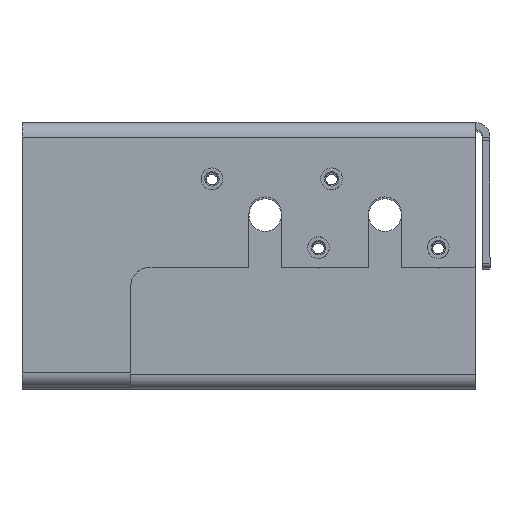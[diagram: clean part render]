
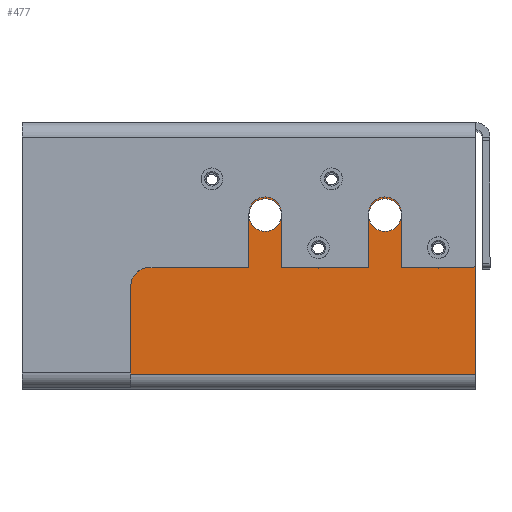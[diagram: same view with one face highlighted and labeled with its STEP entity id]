
A CAD part, top view. The second image highlights one B-rep face of the part: STEP entity #477.
In plain terms, the highlighted planar face has unit normal (0, 0, 1).
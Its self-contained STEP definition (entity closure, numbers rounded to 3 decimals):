
#5 = CARTESIAN_POINT ( 'NONE',  ( 34.344, 53.5, -291. ) ) ;
#57 = ORIENTED_EDGE ( 'NONE', *, *, #1419, .F. ) ;
#71 = CARTESIAN_POINT ( 'NONE',  ( 66.738, 34.5, -291. ) ) ;
#104 = ORIENTED_EDGE ( 'NONE', *, *, #4955, .F. ) ;
#107 = LINE ( 'NONE', #3617, #1320 ) ;
#142 = DIRECTION ( 'NONE',  ( 0., -1., 0. ) ) ;
#212 = AXIS2_PLACEMENT_3D ( 'NONE', #71, #6414, #2431 ) ;
#329 = DIRECTION ( 'NONE',  ( 1., 0., 0. ) ) ;
#333 = EDGE_LOOP ( 'NONE', ( #3242, #4205, #1574, #770 ) ) ;
#375 = CARTESIAN_POINT ( 'NONE',  ( 52.041, 44., -291. ) ) ;
#396 = CARTESIAN_POINT ( 'NONE',  ( 110., 65., -291. ) ) ;
#456 = ORIENTED_EDGE ( 'NONE', *, *, #5526, .F. ) ;
#473 = AXIS2_PLACEMENT_3D ( 'NONE', #5783, #1174, #4293 ) ;
#477 = ADVANCED_FACE ( 'NONE', ( #2865, #3388, #5968, #935, #5452, #2441, #2931 ), #4458, .T. ) ;
#559 = CARTESIAN_POINT ( 'NONE',  ( -15., 67., -291. ) ) ;
#563 = CARTESIAN_POINT ( 'NONE',  ( 73.344, 53.5, -291. ) ) ;
#591 = EDGE_CURVE ( 'NONE', #4634, #4142, #4592, .T. ) ;
#667 = CARTESIAN_POINT ( 'NONE',  ( 67.344, 53.5, -291. ) ) ;
#682 = CIRCLE ( 'NONE', #3609, 3. ) ;
#770 = ORIENTED_EDGE ( 'NONE', *, *, #3298, .F. ) ;
#935 = FACE_BOUND ( 'NONE', #1528, .T. ) ;
#939 = EDGE_CURVE ( 'NONE', #1966, #4714, #2125, .T. ) ;
#971 = VECTOR ( 'NONE', #2992, 1000. ) ;
#1017 = VERTEX_POINT ( 'NONE', #4516 ) ;
#1076 = ORIENTED_EDGE ( 'NONE', *, *, #2123, .F. ) ;
#1102 = DIRECTION ( 'NONE',  ( 0., 0., 1. ) ) ;
#1136 = ORIENTED_EDGE ( 'NONE', *, *, #5097, .F. ) ;
#1174 = DIRECTION ( 'NONE',  ( 0., 0., 1. ) ) ;
#1183 = VERTEX_POINT ( 'NONE', #2657 ) ;
#1195 = LINE ( 'NONE', #4728, #1878 ) ;
#1320 = VECTOR ( 'NONE', #4692, 1000. ) ;
#1377 = CIRCLE ( 'NONE', #212, 3. ) ;
#1419 = EDGE_CURVE ( 'NONE', #2591, #6276, #5481, .T. ) ;
#1480 = CARTESIAN_POINT ( 'NONE',  ( -15., 65., -291. ) ) ;
#1510 = CARTESIAN_POINT ( 'NONE',  ( 85.041, 44., -291. ) ) ;
#1528 = EDGE_LOOP ( 'NONE', ( #456, #3845 ) ) ;
#1541 = DIRECTION ( 'NONE',  ( 1., 0., 0. ) ) ;
#1542 = ORIENTED_EDGE ( 'NONE', *, *, #1978, .F. ) ;
#1562 = AXIS2_PLACEMENT_3D ( 'NONE', #2639, #6100, #3223 ) ;
#1574 = ORIENTED_EDGE ( 'NONE', *, *, #6222, .F. ) ;
#1605 = AXIS2_PLACEMENT_3D ( 'NONE', #1940, #5507, #4014 ) ;
#1709 = ORIENTED_EDGE ( 'NONE', *, *, #3928, .F. ) ;
#1747 = EDGE_CURVE ( 'NONE', #1017, #5040, #5056, .T. ) ;
#1775 = EDGE_LOOP ( 'NONE', ( #3738, #2491 ) ) ;
#1786 = CARTESIAN_POINT ( 'NONE',  ( 52.041, 44., -291. ) ) ;
#1818 = DIRECTION ( 'NONE',  ( 0., -1., 0. ) ) ;
#1855 = DIRECTION ( 'NONE',  ( 0., 0., 1. ) ) ;
#1878 = VECTOR ( 'NONE', #2738, 1000. ) ;
#1921 = VERTEX_POINT ( 'NONE', #396 ) ;
#1940 = CARTESIAN_POINT ( 'NONE',  ( 99.738, 34.5, -291. ) ) ;
#1966 = VERTEX_POINT ( 'NONE', #1969 ) ;
#1969 = CARTESIAN_POINT ( 'NONE',  ( 102.738, 34.5, -291. ) ) ;
#1978 = EDGE_CURVE ( 'NONE', #3936, #6215, #1377, .T. ) ;
#2123 = EDGE_CURVE ( 'NONE', #5040, #1017, #4636, .T. ) ;
#2125 = CIRCLE ( 'NONE', #1605, 3. ) ;
#2140 = CARTESIAN_POINT ( 'NONE',  ( 40.344, 53.5, -291. ) ) ;
#2159 = ORIENTED_EDGE ( 'NONE', *, *, #3371, .F. ) ;
#2209 = CARTESIAN_POINT ( 'NONE',  ( 63.738, 34.5, -291. ) ) ;
#2256 = CARTESIAN_POINT ( 'NONE',  ( 37.344, 53.5, -291. ) ) ;
#2297 = VERTEX_POINT ( 'NONE', #5 ) ;
#2307 = CARTESIAN_POINT ( 'NONE',  ( 70.344, 53.5, -291. ) ) ;
#2431 = DIRECTION ( 'NONE',  ( 0., -1., 0. ) ) ;
#2441 = FACE_BOUND ( 'NONE', #5810, .T. ) ;
#2469 = CIRCLE ( 'NONE', #6361, 3. ) ;
#2491 = ORIENTED_EDGE ( 'NONE', *, *, #6104, .F. ) ;
#2504 = DIRECTION ( 'NONE',  ( 0., 0., 1. ) ) ;
#2569 = CARTESIAN_POINT ( 'NONE',  ( 85.041, 44., -291. ) ) ;
#2591 = VERTEX_POINT ( 'NONE', #563 ) ;
#2639 = CARTESIAN_POINT ( 'NONE',  ( 66.738, 34.5, -291. ) ) ;
#2655 = CARTESIAN_POINT ( 'NONE',  ( 96.738, 34.5, -291. ) ) ;
#2657 = CARTESIAN_POINT ( 'NONE',  ( 89.541, 44., -291. ) ) ;
#2692 = AXIS2_PLACEMENT_3D ( 'NONE', #2569, #3654, #4595 ) ;
#2718 = DIRECTION ( 'NONE',  ( 0., 0., 1. ) ) ;
#2738 = DIRECTION ( 'NONE',  ( 1., 0., 0. ) ) ;
#2783 = VERTEX_POINT ( 'NONE', #4789 ) ;
#2798 = CARTESIAN_POINT ( 'NONE',  ( 0., 0., -291. ) ) ;
#2865 = FACE_BOUND ( 'NONE', #1775, .T. ) ;
#2931 = FACE_OUTER_BOUND ( 'NONE', #333, .T. ) ;
#2934 = AXIS2_PLACEMENT_3D ( 'NONE', #1786, #5773, #3793 ) ;
#2992 = DIRECTION ( 'NONE',  ( 0., 1., 0. ) ) ;
#3223 = DIRECTION ( 'NONE',  ( 0., -1., 0. ) ) ;
#3242 = ORIENTED_EDGE ( 'NONE', *, *, #591, .F. ) ;
#3278 = AXIS2_PLACEMENT_3D ( 'NONE', #2798, #1855, #4888 ) ;
#3298 = EDGE_CURVE ( 'NONE', #4142, #1921, #4102, .T. ) ;
#3371 = EDGE_CURVE ( 'NONE', #1183, #6373, #6382, .T. ) ;
#3388 = FACE_BOUND ( 'NONE', #5499, .T. ) ;
#3453 = ORIENTED_EDGE ( 'NONE', *, *, #1747, .F. ) ;
#3500 = DIRECTION ( 'NONE',  ( 0., 0., 1. ) ) ;
#3562 = AXIS2_PLACEMENT_3D ( 'NONE', #5621, #1102, #142 ) ;
#3609 = AXIS2_PLACEMENT_3D ( 'NONE', #2307, #4247, #1818 ) ;
#3617 = CARTESIAN_POINT ( 'NONE',  ( 110., -2., -291. ) ) ;
#3654 = DIRECTION ( 'NONE',  ( 0., 0., 1. ) ) ;
#3731 = CIRCLE ( 'NONE', #3945, 3. ) ;
#3738 = ORIENTED_EDGE ( 'NONE', *, *, #939, .F. ) ;
#3793 = DIRECTION ( 'NONE',  ( 1., 0., 0. ) ) ;
#3845 = ORIENTED_EDGE ( 'NONE', *, *, #5949, .F. ) ;
#3879 = VERTEX_POINT ( 'NONE', #2140 ) ;
#3883 = EDGE_CURVE ( 'NONE', #4634, #2783, #1195, .T. ) ;
#3928 = EDGE_CURVE ( 'NONE', #6215, #3936, #6388, .T. ) ;
#3936 = VERTEX_POINT ( 'NONE', #6163 ) ;
#3945 = AXIS2_PLACEMENT_3D ( 'NONE', #2256, #2718, #5791 ) ;
#4014 = DIRECTION ( 'NONE',  ( 0., -1., 0. ) ) ;
#4048 = DIRECTION ( 'NONE',  ( 0., -1., 0. ) ) ;
#4102 = LINE ( 'NONE', #1480, #5458 ) ;
#4142 = VERTEX_POINT ( 'NONE', #5048 ) ;
#4205 = ORIENTED_EDGE ( 'NONE', *, *, #3883, .T. ) ;
#4247 = DIRECTION ( 'NONE',  ( 0., 0., 1. ) ) ;
#4279 = EDGE_LOOP ( 'NONE', ( #2159, #104 ) ) ;
#4293 = DIRECTION ( 'NONE',  ( 0., -1., 0. ) ) ;
#4313 = AXIS2_PLACEMENT_3D ( 'NONE', #375, #6392, #329 ) ;
#4458 = PLANE ( 'NONE',  #3278 ) ;
#4511 = AXIS2_PLACEMENT_3D ( 'NONE', #1510, #3500, #6076 ) ;
#4516 = CARTESIAN_POINT ( 'NONE',  ( 56.541, 44., -291. ) ) ;
#4592 = LINE ( 'NONE', #559, #971 ) ;
#4595 = DIRECTION ( 'NONE',  ( 1., 0., 0. ) ) ;
#4634 = VERTEX_POINT ( 'NONE', #5505 ) ;
#4636 = CIRCLE ( 'NONE', #2934, 4.5 ) ;
#4692 = DIRECTION ( 'NONE',  ( 0., -1., 0. ) ) ;
#4714 = VERTEX_POINT ( 'NONE', #2655 ) ;
#4728 = CARTESIAN_POINT ( 'NONE',  ( -15., 0., -291. ) ) ;
#4789 = CARTESIAN_POINT ( 'NONE',  ( 110., 0., -291. ) ) ;
#4883 = CARTESIAN_POINT ( 'NONE',  ( 47.541, 44., -291. ) ) ;
#4888 = DIRECTION ( 'NONE',  ( 0., -1., 0. ) ) ;
#4955 = EDGE_CURVE ( 'NONE', #6373, #1183, #5342, .T. ) ;
#4979 = CARTESIAN_POINT ( 'NONE',  ( 80.541, 44., -291. ) ) ;
#5040 = VERTEX_POINT ( 'NONE', #4883 ) ;
#5047 = CARTESIAN_POINT ( 'NONE',  ( 99.738, 34.5, -291. ) ) ;
#5048 = CARTESIAN_POINT ( 'NONE',  ( -15., 65., -291. ) ) ;
#5056 = CIRCLE ( 'NONE', #4313, 4.5 ) ;
#5097 = EDGE_CURVE ( 'NONE', #6276, #2591, #682, .T. ) ;
#5148 = EDGE_LOOP ( 'NONE', ( #1542, #1709 ) ) ;
#5342 = CIRCLE ( 'NONE', #2692, 4.5 ) ;
#5452 = FACE_BOUND ( 'NONE', #4279, .T. ) ;
#5458 = VECTOR ( 'NONE', #1541, 1000. ) ;
#5481 = CIRCLE ( 'NONE', #3562, 3. ) ;
#5499 = EDGE_LOOP ( 'NONE', ( #57, #1136 ) ) ;
#5505 = CARTESIAN_POINT ( 'NONE',  ( -15., 0., -291. ) ) ;
#5507 = DIRECTION ( 'NONE',  ( 0., 0., 1. ) ) ;
#5526 = EDGE_CURVE ( 'NONE', #3879, #2297, #3731, .T. ) ;
#5621 = CARTESIAN_POINT ( 'NONE',  ( 70.344, 53.5, -291. ) ) ;
#5773 = DIRECTION ( 'NONE',  ( 0., 0., 1. ) ) ;
#5783 = CARTESIAN_POINT ( 'NONE',  ( 37.344, 53.5, -291. ) ) ;
#5791 = DIRECTION ( 'NONE',  ( 0., -1., 0. ) ) ;
#5810 = EDGE_LOOP ( 'NONE', ( #3453, #1076 ) ) ;
#5949 = EDGE_CURVE ( 'NONE', #2297, #3879, #6150, .T. ) ;
#5968 = FACE_BOUND ( 'NONE', #5148, .T. ) ;
#6076 = DIRECTION ( 'NONE',  ( 1., 0., 0. ) ) ;
#6100 = DIRECTION ( 'NONE',  ( 0., 0., 1. ) ) ;
#6104 = EDGE_CURVE ( 'NONE', #4714, #1966, #2469, .T. ) ;
#6150 = CIRCLE ( 'NONE', #473, 3. ) ;
#6163 = CARTESIAN_POINT ( 'NONE',  ( 69.738, 34.5, -291. ) ) ;
#6215 = VERTEX_POINT ( 'NONE', #2209 ) ;
#6222 = EDGE_CURVE ( 'NONE', #1921, #2783, #107, .T. ) ;
#6276 = VERTEX_POINT ( 'NONE', #667 ) ;
#6361 = AXIS2_PLACEMENT_3D ( 'NONE', #5047, #2504, #4048 ) ;
#6373 = VERTEX_POINT ( 'NONE', #4979 ) ;
#6382 = CIRCLE ( 'NONE', #4511, 4.5 ) ;
#6388 = CIRCLE ( 'NONE', #1562, 3. ) ;
#6392 = DIRECTION ( 'NONE',  ( 0., 0., 1. ) ) ;
#6414 = DIRECTION ( 'NONE',  ( 0., 0., 1. ) ) ;
